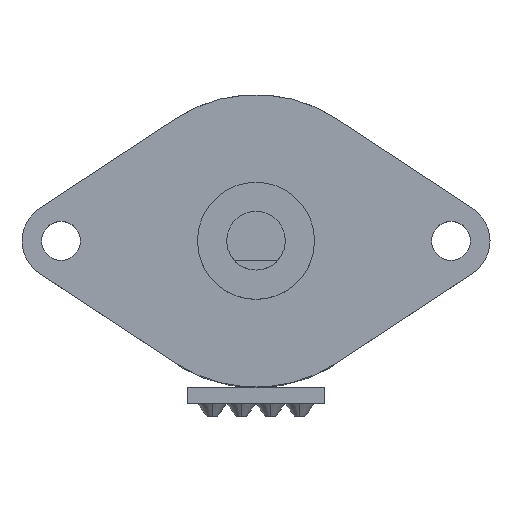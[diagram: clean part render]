
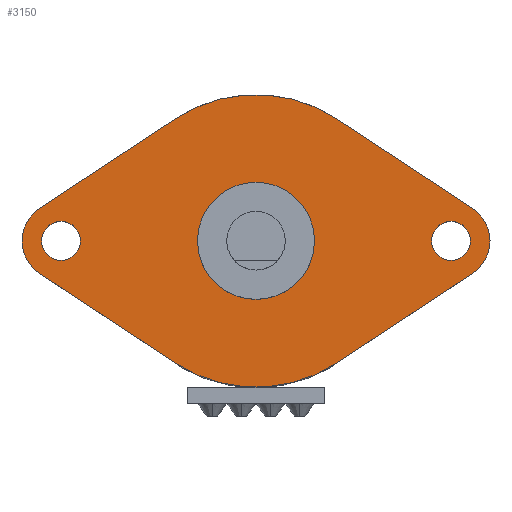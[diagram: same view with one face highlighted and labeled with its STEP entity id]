
A CAD part, top view. The second image highlights one B-rep face of the part: STEP entity #3150.
In plain terms, the highlighted planar face has unit normal (0, 0, 1).
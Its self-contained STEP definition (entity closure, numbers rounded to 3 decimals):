
#1 = DIRECTION ( 'NONE',  ( 0., 0., 1. ) ) ;
#162 = DIRECTION ( 'NONE',  ( -1., 0., 0. ) ) ;
#211 = DIRECTION ( 'NONE',  ( 0., 0., 1. ) ) ;
#274 = CARTESIAN_POINT ( 'NONE',  ( -10., 0., 22.5 ) ) ;
#318 = VERTEX_POINT ( 'NONE', #7465 ) ;
#319 = CIRCLE ( 'NONE', #7626, 3. ) ;
#367 = EDGE_CURVE ( 'NONE', #3508, #9620, #7574, .T. ) ;
#382 = ORIENTED_EDGE ( 'NONE', *, *, #1472, .T. ) ;
#420 = DIRECTION ( 'NONE',  ( 1., 0., 0. ) ) ;
#470 = AXIS2_PLACEMENT_3D ( 'NONE', #6193, #5602, #9122 ) ;
#477 = EDGE_LOOP ( 'NONE', ( #1096, #9428 ) ) ;
#489 = CARTESIAN_POINT ( 'NONE',  ( 10., 0., 22.5 ) ) ;
#745 = ORIENTED_EDGE ( 'NONE', *, *, #7613, .T. ) ;
#760 = CIRCLE ( 'NONE', #3151, 1. ) ;
#779 = EDGE_CURVE ( 'NONE', #7434, #6328, #1143, .T. ) ;
#878 = DIRECTION ( 'NONE',  ( 1., 0., 0. ) ) ;
#922 = ORIENTED_EDGE ( 'NONE', *, *, #367, .T. ) ;
#933 = ORIENTED_EDGE ( 'NONE', *, *, #3477, .T. ) ;
#997 = LINE ( 'NONE', #2623, #9494 ) ;
#1096 = ORIENTED_EDGE ( 'NONE', *, *, #3478, .F. ) ;
#1130 = CIRCLE ( 'NONE', #470, 2. ) ;
#1143 = CIRCLE ( 'NONE', #3702, 1. ) ;
#1159 = EDGE_LOOP ( 'NONE', ( #8134, #382 ) ) ;
#1165 = VERTEX_POINT ( 'NONE', #6154 ) ;
#1471 = VECTOR ( 'NONE', #1852, 1000. ) ;
#1472 = EDGE_CURVE ( 'NONE', #318, #7746, #319, .T. ) ;
#1522 = VERTEX_POINT ( 'NONE', #5555 ) ;
#1713 = EDGE_CURVE ( 'NONE', #7746, #318, #5565, .T. ) ;
#1810 = VERTEX_POINT ( 'NONE', #4863 ) ;
#1852 = DIRECTION ( 'NONE',  ( -0.835, -0.55, 0. ) ) ;
#2075 = CIRCLE ( 'NONE', #7697, 7.5 ) ;
#2214 = DIRECTION ( 'NONE',  ( 0., 0., -1. ) ) ;
#2217 = CARTESIAN_POINT ( 'NONE',  ( -10., 0., 22.5 ) ) ;
#2491 = DIRECTION ( 'NONE',  ( 0.835, 0.55, 0. ) ) ;
#2509 = VERTEX_POINT ( 'NONE', #8472 ) ;
#2612 = VECTOR ( 'NONE', #4950, 1000. ) ;
#2623 = CARTESIAN_POINT ( 'NONE',  ( 11.1, -1.67, 22.5 ) ) ;
#2715 = EDGE_LOOP ( 'NONE', ( #2850, #4591 ) ) ;
#2803 = EDGE_CURVE ( 'NONE', #7168, #5953, #2951, .T. ) ;
#2850 = ORIENTED_EDGE ( 'NONE', *, *, #7927, .F. ) ;
#2951 = CIRCLE ( 'NONE', #4861, 7.5 ) ;
#3096 = DIRECTION ( 'NONE',  ( 0., 0., 1. ) ) ;
#3150 = ADVANCED_FACE ( 'NONE', ( #9464, #6089, #3648, #3531 ), #6190, .T. ) ;
#3151 = AXIS2_PLACEMENT_3D ( 'NONE', #7776, #6338, #7079 ) ;
#3225 = DIRECTION ( 'NONE',  ( 1., 0., 0. ) ) ;
#3340 = DIRECTION ( 'NONE',  ( -1., 0., 0. ) ) ;
#3348 = AXIS2_PLACEMENT_3D ( 'NONE', #489, #3365, #420 ) ;
#3365 = DIRECTION ( 'NONE',  ( 0., 0., 1. ) ) ;
#3477 = EDGE_CURVE ( 'NONE', #8794, #5953, #4979, .T. ) ;
#3478 = EDGE_CURVE ( 'NONE', #7492, #1810, #8551, .T. ) ;
#3486 = CARTESIAN_POINT ( 'NONE',  ( -11.1, 1.67, 22.5 ) ) ;
#3508 = VERTEX_POINT ( 'NONE', #3486 ) ;
#3523 = CARTESIAN_POINT ( 'NONE',  ( -4.125, 6.264, 22.5 ) ) ;
#3531 = FACE_BOUND ( 'NONE', #2715, .T. ) ;
#3623 = ORIENTED_EDGE ( 'NONE', *, *, #2803, .F. ) ;
#3648 = FACE_BOUND ( 'NONE', #477, .T. ) ;
#3702 = AXIS2_PLACEMENT_3D ( 'NONE', #274, #211, #4738 ) ;
#3715 = CARTESIAN_POINT ( 'NONE',  ( 4.125, -6.264, 22.5 ) ) ;
#3727 = CARTESIAN_POINT ( 'NONE',  ( 0., 0., 22.5 ) ) ;
#3738 = CIRCLE ( 'NONE', #9311, 2. ) ;
#3760 = DIRECTION ( 'NONE',  ( -1., 0., 0. ) ) ;
#3781 = AXIS2_PLACEMENT_3D ( 'NONE', #6817, #3096, #878 ) ;
#3798 = CARTESIAN_POINT ( 'NONE',  ( -9., 0., 22.5 ) ) ;
#3863 = VECTOR ( 'NONE', #4468, 1000. ) ;
#4034 = CARTESIAN_POINT ( 'NONE',  ( -11.1, -1.67, 22.5 ) ) ;
#4202 = CARTESIAN_POINT ( 'NONE',  ( -3., 0., 22.5 ) ) ;
#4468 = DIRECTION ( 'NONE',  ( 0.835, -0.55, 0. ) ) ;
#4488 = CARTESIAN_POINT ( 'NONE',  ( 4.125, 6.264, 22.5 ) ) ;
#4509 = EDGE_CURVE ( 'NONE', #9620, #2509, #8627, .T. ) ;
#4591 = ORIENTED_EDGE ( 'NONE', *, *, #779, .F. ) ;
#4738 = DIRECTION ( 'NONE',  ( 1., 0., 0. ) ) ;
#4784 = DIRECTION ( 'NONE',  ( 0., 0., 1. ) ) ;
#4861 = AXIS2_PLACEMENT_3D ( 'NONE', #3727, #5959, #5899 ) ;
#4863 = CARTESIAN_POINT ( 'NONE',  ( 9., 0., 22.5 ) ) ;
#4866 = EDGE_LOOP ( 'NONE', ( #3623, #6941, #922, #8507, #5518, #7606, #7417, #745, #933 ) ) ;
#4896 = EDGE_CURVE ( 'NONE', #1165, #1522, #3738, .T. ) ;
#4950 = DIRECTION ( 'NONE',  ( -0.835, 0.55, 0. ) ) ;
#4979 = LINE ( 'NONE', #9407, #2612 ) ;
#4999 = CIRCLE ( 'NONE', #3781, 1. ) ;
#5294 = EDGE_CURVE ( 'NONE', #5869, #2509, #2075, .T. ) ;
#5355 = DIRECTION ( 'NONE',  ( 0., 0., -1. ) ) ;
#5452 = AXIS2_PLACEMENT_3D ( 'NONE', #6132, #5355, #162 ) ;
#5475 = CARTESIAN_POINT ( 'NONE',  ( -7.5, 0., 22.5 ) ) ;
#5518 = ORIENTED_EDGE ( 'NONE', *, *, #5294, .F. ) ;
#5555 = CARTESIAN_POINT ( 'NONE',  ( 12., 0., 22.5 ) ) ;
#5565 = CIRCLE ( 'NONE', #5452, 3. ) ;
#5602 = DIRECTION ( 'NONE',  ( 0., 0., 1. ) ) ;
#5684 = CARTESIAN_POINT ( 'NONE',  ( 0., 0., 22.5 ) ) ;
#5757 = CARTESIAN_POINT ( 'NONE',  ( 11.1, 1.67, 22.5 ) ) ;
#5869 = VERTEX_POINT ( 'NONE', #3715 ) ;
#5899 = DIRECTION ( 'NONE',  ( -1., 0., 0. ) ) ;
#5953 = VERTEX_POINT ( 'NONE', #4488 ) ;
#5959 = DIRECTION ( 'NONE',  ( 0., 0., -1. ) ) ;
#6088 = CARTESIAN_POINT ( 'NONE',  ( -4.125, 6.264, 22.5 ) ) ;
#6089 = FACE_OUTER_BOUND ( 'NONE', #4866, .T. ) ;
#6124 = CARTESIAN_POINT ( 'NONE',  ( -11., 0., 22.5 ) ) ;
#6132 = CARTESIAN_POINT ( 'NONE',  ( 0., 0., 22.5 ) ) ;
#6154 = CARTESIAN_POINT ( 'NONE',  ( 11.1, -1.67, 22.5 ) ) ;
#6162 = CARTESIAN_POINT ( 'NONE',  ( 11., 0., 22.5 ) ) ;
#6190 = PLANE ( 'NONE',  #6577 ) ;
#6193 = CARTESIAN_POINT ( 'NONE',  ( 10., 0., 22.5 ) ) ;
#6328 = VERTEX_POINT ( 'NONE', #3798 ) ;
#6338 = DIRECTION ( 'NONE',  ( 0., 0., 1. ) ) ;
#6360 = EDGE_CURVE ( 'NONE', #1810, #7492, #4999, .T. ) ;
#6577 = AXIS2_PLACEMENT_3D ( 'NONE', #5475, #4784, #3225 ) ;
#6817 = CARTESIAN_POINT ( 'NONE',  ( 10., 0., 22.5 ) ) ;
#6941 = ORIENTED_EDGE ( 'NONE', *, *, #7466, .T. ) ;
#7079 = DIRECTION ( 'NONE',  ( 1., 0., 0. ) ) ;
#7168 = VERTEX_POINT ( 'NONE', #3523 ) ;
#7417 = ORIENTED_EDGE ( 'NONE', *, *, #4896, .T. ) ;
#7434 = VERTEX_POINT ( 'NONE', #6124 ) ;
#7465 = CARTESIAN_POINT ( 'NONE',  ( 3., 0., 22.5 ) ) ;
#7466 = EDGE_CURVE ( 'NONE', #7168, #3508, #8475, .T. ) ;
#7492 = VERTEX_POINT ( 'NONE', #6162 ) ;
#7574 = CIRCLE ( 'NONE', #9234, 2. ) ;
#7606 = ORIENTED_EDGE ( 'NONE', *, *, #7955, .T. ) ;
#7613 = EDGE_CURVE ( 'NONE', #1522, #8794, #1130, .T. ) ;
#7626 = AXIS2_PLACEMENT_3D ( 'NONE', #5684, #7813, #3340 ) ;
#7697 = AXIS2_PLACEMENT_3D ( 'NONE', #8226, #2214, #3760 ) ;
#7746 = VERTEX_POINT ( 'NONE', #4202 ) ;
#7776 = CARTESIAN_POINT ( 'NONE',  ( -10., 0., 22.5 ) ) ;
#7813 = DIRECTION ( 'NONE',  ( 0., 0., -1. ) ) ;
#7927 = EDGE_CURVE ( 'NONE', #6328, #7434, #760, .T. ) ;
#7955 = EDGE_CURVE ( 'NONE', #5869, #1165, #997, .T. ) ;
#8134 = ORIENTED_EDGE ( 'NONE', *, *, #1713, .T. ) ;
#8183 = CARTESIAN_POINT ( 'NONE',  ( 10., 0., 22.5 ) ) ;
#8226 = CARTESIAN_POINT ( 'NONE',  ( 0., 0., 22.5 ) ) ;
#8472 = CARTESIAN_POINT ( 'NONE',  ( -4.125, -6.264, 22.5 ) ) ;
#8475 = LINE ( 'NONE', #6088, #1471 ) ;
#8507 = ORIENTED_EDGE ( 'NONE', *, *, #4509, .T. ) ;
#8551 = CIRCLE ( 'NONE', #3348, 1. ) ;
#8627 = LINE ( 'NONE', #8864, #3863 ) ;
#8794 = VERTEX_POINT ( 'NONE', #5757 ) ;
#8857 = DIRECTION ( 'NONE',  ( 0., 0., 1. ) ) ;
#8864 = CARTESIAN_POINT ( 'NONE',  ( -4.125, -6.264, 22.5 ) ) ;
#8924 = DIRECTION ( 'NONE',  ( -1., 0., 0. ) ) ;
#8938 = DIRECTION ( 'NONE',  ( -1., 0., 0. ) ) ;
#9122 = DIRECTION ( 'NONE',  ( -1., 0., 0. ) ) ;
#9234 = AXIS2_PLACEMENT_3D ( 'NONE', #2217, #1, #8938 ) ;
#9311 = AXIS2_PLACEMENT_3D ( 'NONE', #8183, #8857, #8924 ) ;
#9407 = CARTESIAN_POINT ( 'NONE',  ( 4.125, 6.264, 22.5 ) ) ;
#9428 = ORIENTED_EDGE ( 'NONE', *, *, #6360, .F. ) ;
#9464 = FACE_BOUND ( 'NONE', #1159, .T. ) ;
#9494 = VECTOR ( 'NONE', #2491, 1000. ) ;
#9620 = VERTEX_POINT ( 'NONE', #4034 ) ;
